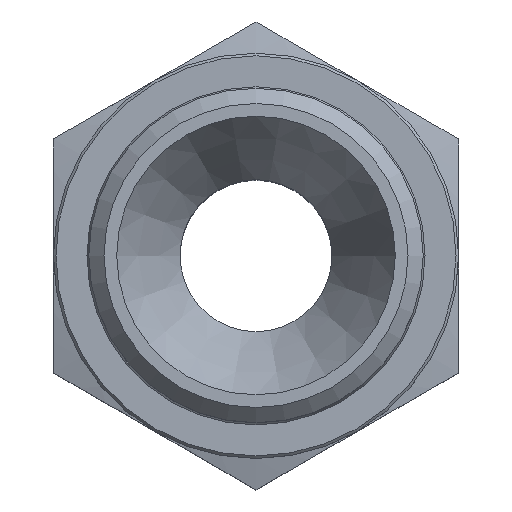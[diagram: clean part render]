
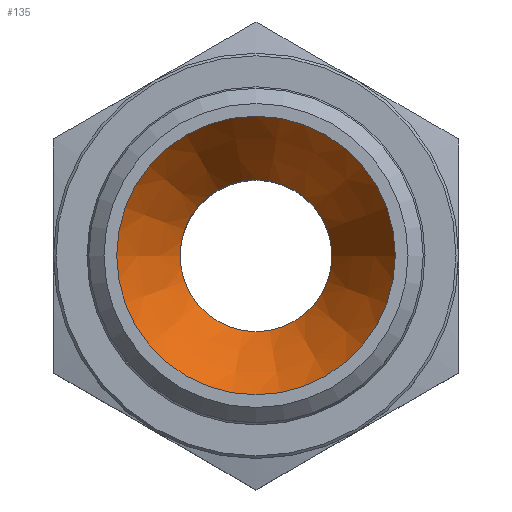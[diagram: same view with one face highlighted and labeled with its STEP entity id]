
A CAD part, top view. The second image highlights one B-rep face of the part: STEP entity #135.
In plain terms, the highlighted conical face has half-angle 30 degrees and reference radius 11 mm.
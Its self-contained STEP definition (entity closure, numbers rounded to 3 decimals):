
#104=CARTESIAN_POINT('',(6.,0.,34.34));
#105=VERTEX_POINT('',#104);
#106=CARTESIAN_POINT('',(0.0,0.0,34.34));
#107=DIRECTION('',(0.0,0.0,-1.0));
#108=DIRECTION('',(-1.0,0.0,0.0));
#109=AXIS2_PLACEMENT_3D('',#106,#107,#108);
#110=CIRCLE('',#109,6.);
#111=EDGE_CURVE('',#105,#105,#110,.T.);
#116=CARTESIAN_POINT('',(0.,0.,43.));
#117=DIRECTION('',(0.0,0.,1.0));
#118=DIRECTION('',(-1.0,0.0,0.0));
#119=AXIS2_PLACEMENT_3D('',#116,#117,#118);
#120=CONICAL_SURFACE('',#119,11.0,30.);
#121=ORIENTED_EDGE('',*,*,#111,.T.);
#122=EDGE_LOOP('',(#121));
#123=FACE_OUTER_BOUND('',#122,.T.);
#124=CARTESIAN_POINT('',(11.0,0.,43.));
#125=VERTEX_POINT('',#124);
#126=CARTESIAN_POINT('',(0.,0.,43.));
#127=DIRECTION('',(0.0,0.0,-1.0));
#128=DIRECTION('',(-1.0,0.0,0.0));
#129=AXIS2_PLACEMENT_3D('',#126,#127,#128);
#130=CIRCLE('',#129,11.0);
#131=EDGE_CURVE('',#125,#125,#130,.T.);
#132=ORIENTED_EDGE('',*,*,#131,.F.);
#133=EDGE_LOOP('',(#132));
#134=FACE_BOUND('',#133,.T.);
#135=ADVANCED_FACE('',(#123,#134),#120,.F.);
